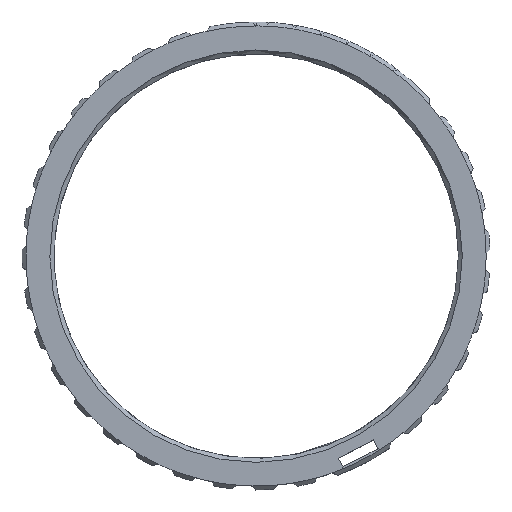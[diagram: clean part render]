
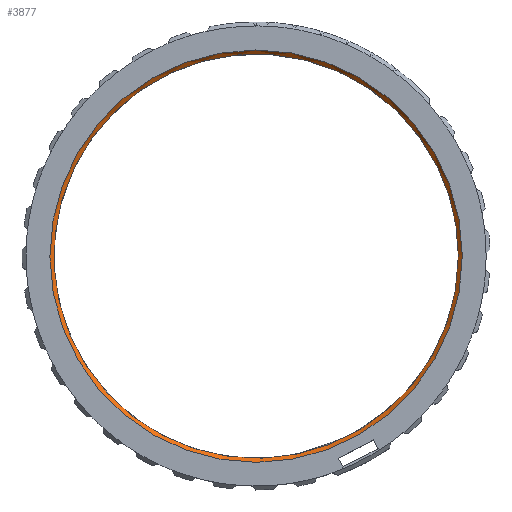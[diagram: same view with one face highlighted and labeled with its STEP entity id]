
A CAD part, top view. The second image highlights one B-rep face of the part: STEP entity #3877.
In plain terms, the highlighted conical face has half-angle 45 degrees and reference radius 25.5 mm.
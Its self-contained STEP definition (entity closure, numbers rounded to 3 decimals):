
#57=CONICAL_SURFACE('',#4310,25.5,0.785);
#1863=ORIENTED_EDGE('',*,*,#2414,.F.);
#1864=ORIENTED_EDGE('',*,*,#2409,.F.);
#2409=EDGE_CURVE('',#2843,#2843,#3084,.T.);
#2414=EDGE_CURVE('',#2847,#2847,#3086,.F.);
#2843=VERTEX_POINT('',#6718);
#2847=VERTEX_POINT('',#6745);
#3084=CIRCLE('',#4241,25.5);
#3086=CIRCLE('',#4245,26.);
#3312=EDGE_LOOP('',(#1863));
#3313=EDGE_LOOP('',(#1864));
#3544=FACE_BOUND('',#3312,.T.);
#3545=FACE_BOUND('',#3313,.T.);
#3877=ADVANCED_FACE('',(#3544,#3545),#57,.F.);
#4241=AXIS2_PLACEMENT_3D('',#6717,#5156,#5157);
#4245=AXIS2_PLACEMENT_3D('',#6744,#5164,#5165);
#4310=AXIS2_PLACEMENT_3D('',#7041,#5363,#5364);
#5156=DIRECTION('',(0.,0.,1.));
#5157=DIRECTION('',(1.,0.,0.));
#5164=DIRECTION('',(0.,0.,1.));
#5165=DIRECTION('',(1.,0.,0.));
#5363=DIRECTION('',(0.,0.,1.));
#5364=DIRECTION('',(1.,0.,0.));
#6717=CARTESIAN_POINT('',(0.,100.,11.9));
#6718=CARTESIAN_POINT('',(25.5,100.,11.9));
#6744=CARTESIAN_POINT('',(0.,100.,12.4));
#6745=CARTESIAN_POINT('',(26.,100.,12.4));
#7041=CARTESIAN_POINT('',(0.,100.,11.9));
